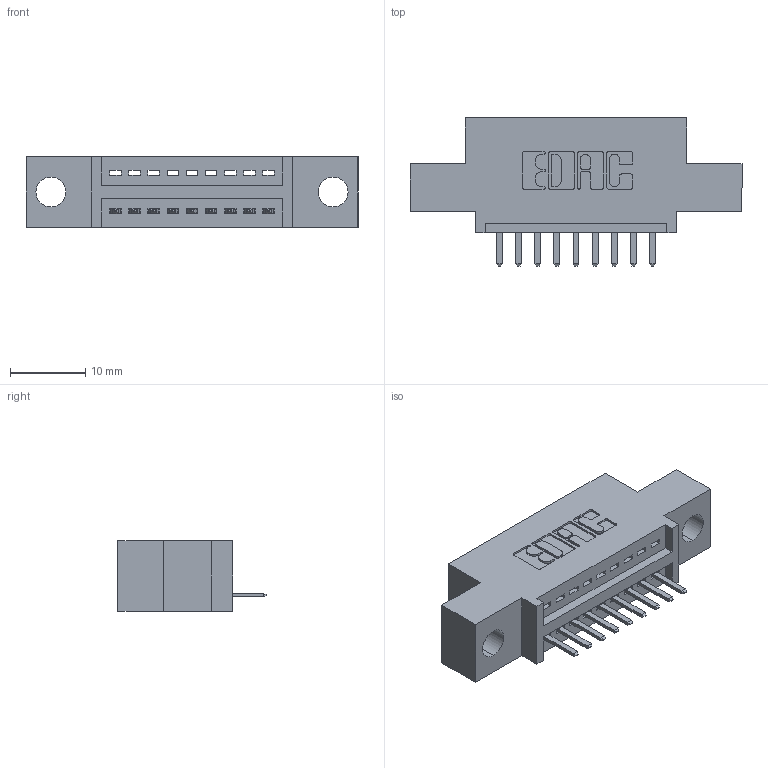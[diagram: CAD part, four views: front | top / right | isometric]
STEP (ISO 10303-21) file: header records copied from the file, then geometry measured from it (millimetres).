
FILE_DESCRIPTION (( 'STEP AP203' ), '1' );
FILE_NAME ('345-009-520-404.STEP', '2021-05-26T14:03:54', ( '' ), ( '' ), 'SwSTEP 2.0', 'SolidWorks 2020', '' );
FILE_SCHEMA (( 'CONFIG_CONTROL_DESIGN' ));
Length unit declared in the file: inch
Products named in the file (3): 345 Part_0.110 Offset - 0.156 Dia-TI; 345-009-520-404; 345-292-001_345-293-120
Assembly tree (10 placements, depth 2):
  345-009-520-404
    345 Part_0.110 Offset - 0.156 Dia-TI
    345-292-001_345-293-120  x9
Bounding box: 44.07 x 19.68 x 9.4 mm (x, y, z)
Volume: 3710.2 mm3; surface area: 4321.7 mm2
Topology: 10 solids, 10 shells, 702 faces, 2045 edges, 1338 vertices
Faces by surface type: plane 476, cylinder 226
Entity records: 11881 total; most frequent: CARTESIAN_POINT 2081, ORIENTED_EDGE 2010, DIRECTION 1851, EDGE_CURVE 1005, LINE 833, VECTOR 833, VERTEX_POINT 666, AXIS2_PLACEMENT_3D 509
